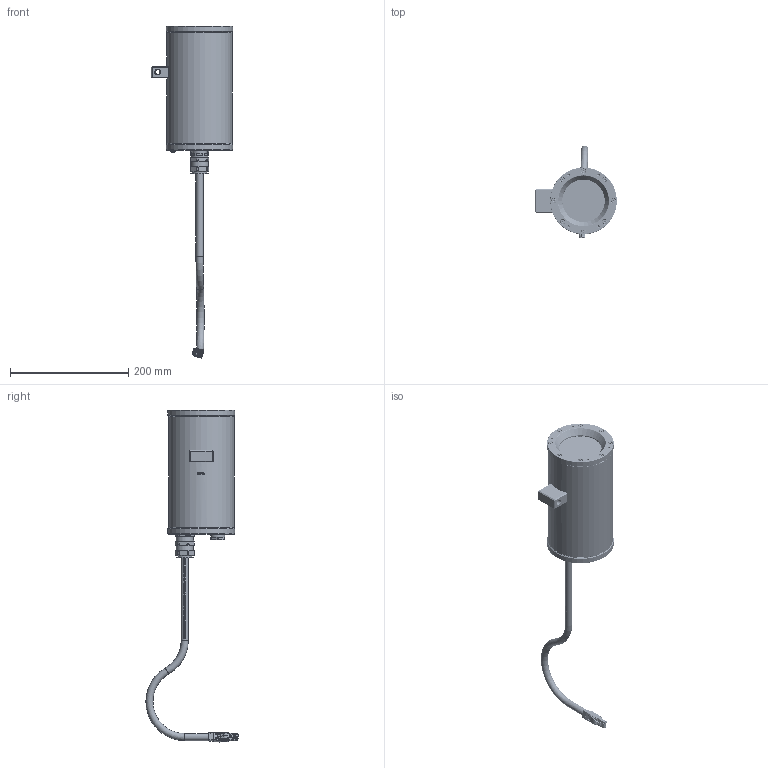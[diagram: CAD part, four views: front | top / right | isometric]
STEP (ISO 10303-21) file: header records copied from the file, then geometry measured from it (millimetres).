
FILE_DESCRIPTION(/* description */ (''),/* implementation_level */ '2;1');
FILE_NAME(/* name */ 'ExCam IPM1137_(HS.22070510)_LQ.stp',/* time_stamp */ '2025-01-22T15:22:22+01:00',/* author */ ('Thiemo Gruber'),/* organization */ (''),/* preprocessor_version */ 'ST-DEVELOPER v20',/* originating_system */ 'Autodesk Inventor 2025',/* authorisation */ '');
FILE_SCHEMA (('AUTOMOTIVE_DESIGN { 1 0 10303 214 3 1 1 }'));
Length unit declared in the file: millimetre
Products named in the file (25): ExCam IPM1137_(HS.22070510); T07-VA2.1.K1.BOR_(ohne Universaladapter); VA2.x.K1_(vers.3 rev.04); VA2.1.R_rev.01; DIN 84  - ersetzt durch DIN EN ISO 1207 M4 x 8; DIN 127 - A 4; DIN 125-1  A A 4.3; VA2.x.BOR (Fase); VA2.x.BOR (Fase)_1; VA2.x.Flanschdichtung rev.1; VA2.x.BOR_Compound; VA2.x.Germaniumglas.1; VA2.x.BOR Pufferring; VA2.x.Passscheibe; VA2.BOR.Sicherungsring; Schraube M4 mit Federring; DIN 128 - A4; DIN 912 - M4 x 12; Schraube M4 mit Federring_1; DIN 128 - A4_1; DIN 912 - M4 x 12_1; Ex d Verschlussstopfen M20x1,5; KLE ADE 4F M20 (Ex d) CAP.06 armiert; Metz Connect RJ45 Plug_130E405032-E; ASKD02-T_gebogen
Assembly tree (47 placements, depth 5):
  ExCam IPM1137_(HS.22070510)
    T07-VA2.1.K1.BOR_(ohne Universaladapter)
      VA2.x.K1_(vers.3 rev.04)
      VA2.1.R_rev.01
      VA2.x.Flanschdichtung rev.1
      Schraube M4 mit Federring_1  x16
        DIN 128 - A4_1
        DIN 912 - M4 x 12_1
      DIN 84  - ersetzt durch DIN EN ISO 1207 M4 x 8
      DIN 127 - A 4
      DIN 125-1  A A 4.3
      VA2.x.BOR (Fase)
        VA2.x.BOR (Fase)_1
        VA2.x.Flanschdichtung rev.1
        VA2.x.BOR_Compound
        VA2.x.Germaniumglas.1
        VA2.x.BOR Pufferring
        VA2.x.Passscheibe
        VA2.BOR.Sicherungsring
        Schraube M4 mit Federring  x8
          DIN 128 - A4
          DIN 912 - M4 x 12
      Ex d Verschlussstopfen M20x1,5
    KLE ADE 4F M20 (Ex d) CAP.06 armiert
    Metz Connect RJ45 Plug_130E405032-E
    ASKD02-T_gebogen
Bounding box: 138.5 x 156.35 x 562.48 mm (x, y, z)
Volume: 672526.7 mm3; surface area: 302960.2 mm2
Topology: 66 solids, 66 shells, 5668 faces, 14126 edges, 8764 vertices
Faces by surface type: plane 1876, cylinder 1527, bspline 1486, torus 418, cone 183, sphere 178
Full cylindrical faces by diameter (mm): 0.3 x1, 0.643 x8, 1.5 x8, 2.3 x2, 3 x4, 3.1 x4, 3.197 x1, 3.2 x2, 3.242 x26, 3.621 x1, 3.8 x16, 4 x25, 4.3 x1, 4.5 x16, 7 x24, 7.6 x1, 7.8 x1, 8 x16, 8.5 x1, 9 x1, 9.4 x1, 9.6 x1, 12 x2, 16 x1, 18.376 x2, 20 x2, 21 x1, 24 x1, 24.5 x1, 29.5 x3
Entity records: 146215 total; most frequent: CARTESIAN_POINT 60086, ORIENTED_EDGE 18412, DIRECTION 16170, EDGE_CURVE 9206, VERTEX_POINT 5887, AXIS2_PLACEMENT_3D 5573, LINE 5024, VECTOR 5024
